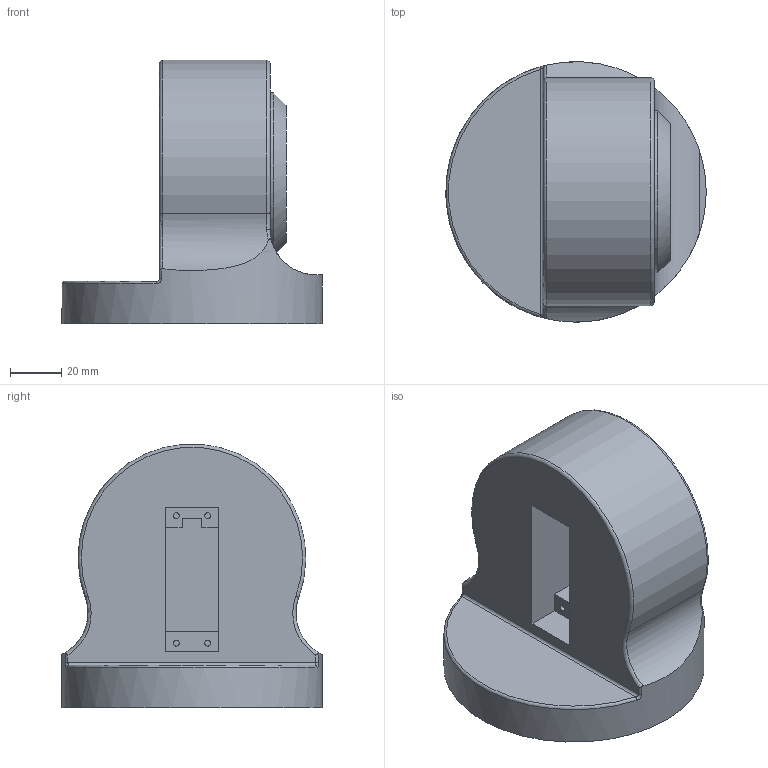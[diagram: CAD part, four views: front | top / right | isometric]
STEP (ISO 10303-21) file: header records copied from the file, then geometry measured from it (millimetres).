
FILE_DESCRIPTION(/* description */ (''),/* implementation_level */ '2;1');
FILE_NAME(/* name */ 'Base Joint.step',/* time_stamp */ '2025-12-02T22:43:31-08:00',/* author */ (''),/* organization */ (''),/* preprocessor_version */ 'ST-DEVELOPER v20.1',/* originating_system */ 'Autodesk Translation Framework v14.21.0.0',/* authorisation */ '');
FILE_SCHEMA (('AUTOMOTIVE_DESIGN { 1 0 10303 214 3 1 1 }'));
Length unit declared in the file: metre
Products named in the file (1): Base Joint
Bounding box: 101.58 x 101.55 x 102.71 mm (x, y, z)
Volume: 384081.3 mm3; surface area: 51392.4 mm2
Topology: 1 solids, 1 shells, 73 faces, 185 edges, 118 vertices
Faces by surface type: plane 38, cylinder 23, torus 7, bspline 4, cone 1
Full cylindrical faces by diameter (mm): 2.286 x4, 5.08 x1, 38.1 x1, 101.6 x1
Entity records: 2576 total; most frequent: CARTESIAN_POINT 774, ORIENTED_EDGE 370, DIRECTION 367, EDGE_CURVE 185, AXIS2_PLACEMENT_3D 134, VERTEX_POINT 118, LINE 99, VECTOR 99
